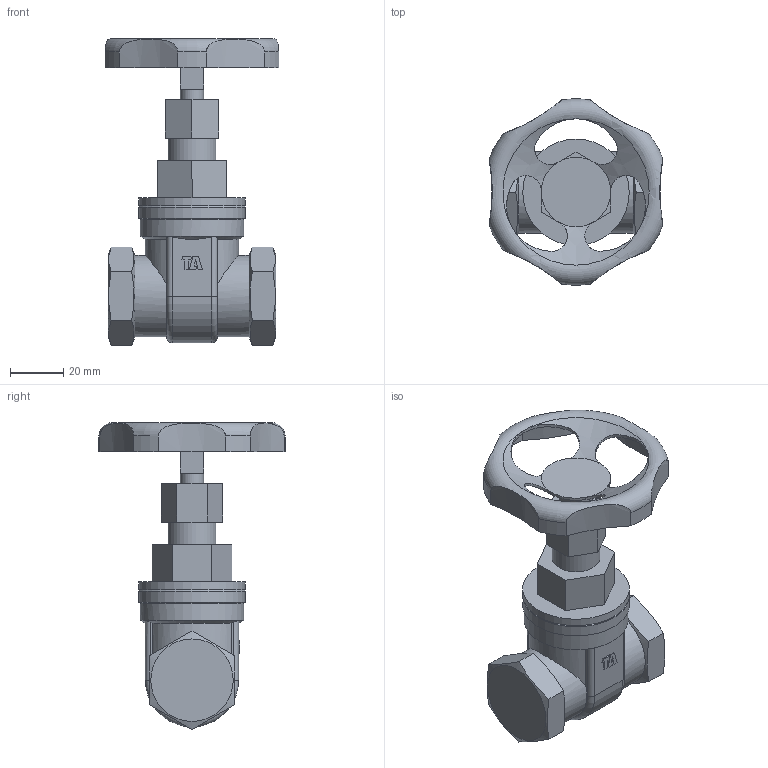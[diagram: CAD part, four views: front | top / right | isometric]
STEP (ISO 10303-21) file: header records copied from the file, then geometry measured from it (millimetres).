
FILE_DESCRIPTION( ( '3D-model' ), '1' );
FILE_NAME( '51064320.stp', '2011-12-06', ( 'TA Hydronics AB' ), ( 'TA Hydronics AB' ), 'PSStep 11.0', ' ', ' ' );
FILE_SCHEMA( ( 'AUTOMOTIVE_DESIGN { 1 0 10303 214 1 1 1 1 }' ) );
Length unit declared in the file: millimetre
Products named in the file (1): 1
Bounding box: 65.29 x 69.91 x 115.28 mm (x, y, z)
Volume: 100688.4 mm3; surface area: 24680.6 mm2
Topology: 1 solids, 1 shells, 127 faces, 341 edges, 220 vertices
Faces by surface type: plane 62, cylinder 50, cone 11, torus 4
Full cylindrical faces by diameter (mm): 8.7 x1, 18 x1, 30.6 x2, 39 x1, 40 x2
Entity records: 6090 total; most frequent: CARTESIAN_POINT 2048, ORIENTED_EDGE 630, DIRECTION 595, EDGE_CURVE 315, AXIS2_PLACEMENT_3D 217, VERTEX_POINT 211, LINE 161, VECTOR 161
